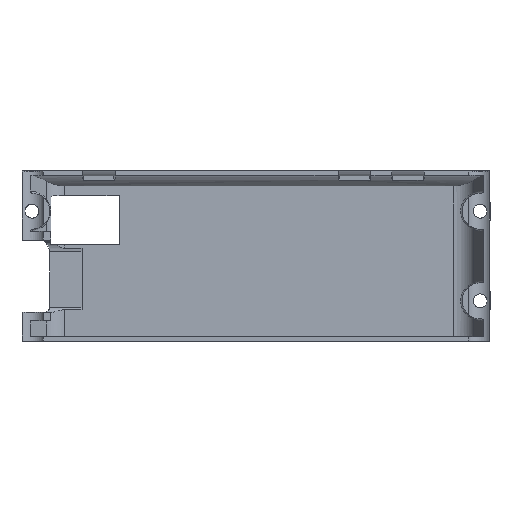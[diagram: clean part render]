
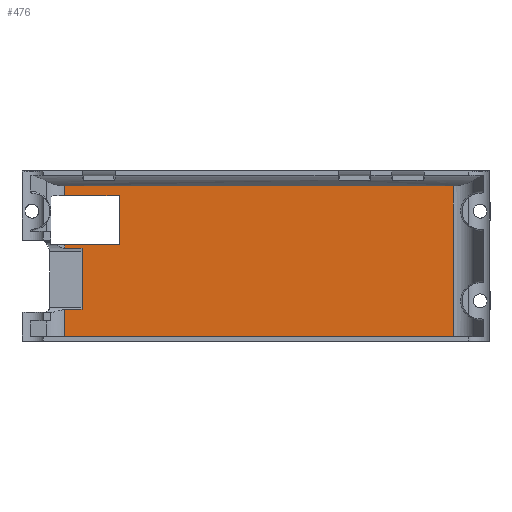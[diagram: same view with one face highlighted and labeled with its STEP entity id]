
A CAD part, front view. The second image highlights one B-rep face of the part: STEP entity #476.
In plain terms, the highlighted planar face has unit normal (0, -1, 0).
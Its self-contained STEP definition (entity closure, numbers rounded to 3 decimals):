
#476=ADVANCED_FACE('',(#3590),#3592,.T.);
#3590=FACE_BOUND('',#3591,.T.);
#3591=EDGE_LOOP('',(#7990,#7991,#7992,#7993,#7994,#7995,#7996,#7997,#7998,#7999,
#8000,#8001,#8002,#8003));
#3592=PLANE('',#3593);
#3593=AXIS2_PLACEMENT_3D('',#3594,#3595,#3596);
#3594=CARTESIAN_POINT('',(-43.863,-0.75,0.));
#3595=DIRECTION('',(0.,-1.,0.));
#3596=DIRECTION('',(1.,0.,0.));
#7990=ORIENTED_EDGE('',*,*,#9825,.F.);
#7991=ORIENTED_EDGE('',*,*,#9826,.F.);
#7992=ORIENTED_EDGE('',*,*,#9675,.T.);
#7993=ORIENTED_EDGE('',*,*,#9673,.T.);
#7994=ORIENTED_EDGE('',*,*,#9671,.T.);
#7995=ORIENTED_EDGE('',*,*,#9669,.T.);
#7996=ORIENTED_EDGE('',*,*,#9667,.T.);
#7997=ORIENTED_EDGE('',*,*,#9824,.F.);
#7998=ORIENTED_EDGE('',*,*,#9813,.T.);
#7999=ORIENTED_EDGE('',*,*,#9827,.T.);
#8000=ORIENTED_EDGE('',*,*,#9805,.T.);
#8001=ORIENTED_EDGE('',*,*,#9828,.F.);
#8002=ORIENTED_EDGE('',*,*,#9829,.F.);
#8003=ORIENTED_EDGE('',*,*,#9830,.T.);
#9667=EDGE_CURVE('',#11879,#11877,#11880,.F.);
#9669=EDGE_CURVE('',#11882,#11879,#11883,.T.);
#9671=EDGE_CURVE('',#11885,#11882,#11886,.F.);
#9673=EDGE_CURVE('',#11888,#11885,#11889,.T.);
#9675=EDGE_CURVE('',#11891,#11888,#11892,.F.);
#9805=EDGE_CURVE('',#12126,#12127,#12128,.T.);
#9813=EDGE_CURVE('',#12139,#12137,#12140,.F.);
#9824=EDGE_CURVE('',#12139,#11877,#12157,.T.);
#9825=EDGE_CURVE('',#12158,#12159,#12160,.F.);
#9826=EDGE_CURVE('',#11891,#12158,#12161,.T.);
#9827=EDGE_CURVE('',#12137,#12126,#12162,.T.);
#9828=EDGE_CURVE('',#12163,#12127,#12164,.T.);
#9829=EDGE_CURVE('',#12165,#12163,#12166,.T.);
#9830=EDGE_CURVE('',#12165,#12159,#12167,.T.);
#11877=VERTEX_POINT('',#16866);
#11879=VERTEX_POINT('',#16871);
#11880=LINE('',#16872,#16873);
#11882=VERTEX_POINT('',#16878);
#11883=CIRCLE('',#16879,0.2);
#11885=VERTEX_POINT('',#16886);
#11886=LINE('',#16887,#16888);
#11888=VERTEX_POINT('',#16893);
#11889=CIRCLE('',#16894,0.2);
#11891=VERTEX_POINT('',#16901);
#11892=LINE('',#16902,#16903);
#12126=VERTEX_POINT('',#18019);
#12127=VERTEX_POINT('',#18020);
#12128=LINE('',#18021,#18022);
#12137=VERTEX_POINT('',#18079);
#12139=VERTEX_POINT('',#18084);
#12140=LINE('',#18085,#18086);
#12157=LINE('',#18181,#18182);
#12158=VERTEX_POINT('',#18184);
#12159=VERTEX_POINT('',#18185);
#12160=LINE('',#18186,#18187);
#12161=LINE('',#18189,#18190);
#12162=LINE('',#18192,#18193);
#12163=VERTEX_POINT('',#18195);
#12164=LINE('',#18196,#18197);
#12165=VERTEX_POINT('',#18199);
#12166=LINE('',#18200,#18201);
#12167=LINE('',#18203,#18204);
#16866=CARTESIAN_POINT('',(-43.863,-0.75,21.497));
#16871=CARTESIAN_POINT('',(-31.729,-0.75,21.497));
#16872=CARTESIAN_POINT('',(-43.863,-0.75,21.497));
#16873=VECTOR('',#16874,1.);
#16874=DIRECTION('',(1.,0.,0.));
#16878=CARTESIAN_POINT('',(-31.529,-0.75,21.697));
#16879=AXIS2_PLACEMENT_3D('',#16880,#16881,#16882);
#16880=CARTESIAN_POINT('',(-31.729,-0.75,21.697));
#16881=DIRECTION('',(0.,1.,0.));
#16882=DIRECTION('',(1.,0.,0.));
#16886=CARTESIAN_POINT('',(-31.529,-0.75,32.197));
#16887=CARTESIAN_POINT('',(-31.529,-0.75,21.697));
#16888=VECTOR('',#16889,1.);
#16889=DIRECTION('',(0.,0.,1.));
#16893=CARTESIAN_POINT('',(-31.729,-0.75,32.397));
#16894=AXIS2_PLACEMENT_3D('',#16895,#16896,#16897);
#16895=CARTESIAN_POINT('',(-31.729,-0.75,32.197));
#16896=DIRECTION('',(0.,1.,0.));
#16897=DIRECTION('',(0.,0.,1.));
#16901=CARTESIAN_POINT('',(-43.863,-0.75,32.397));
#16902=CARTESIAN_POINT('',(-31.729,-0.75,32.397));
#16903=VECTOR('',#16904,1.);
#16904=DIRECTION('',(-1.,0.,0.));
#18019=CARTESIAN_POINT('',(-40.,-0.75,7.079));
#18020=CARTESIAN_POINT('',(-43.863,-0.75,7.079));
#18021=CARTESIAN_POINT('',(-40.,-0.75,7.079));
#18022=VECTOR('',#18023,1.);
#18023=DIRECTION('',(-1.,0.,0.));
#18079=CARTESIAN_POINT('',(-40.,-0.75,20.711));
#18084=CARTESIAN_POINT('',(-43.863,-0.75,20.711));
#18085=CARTESIAN_POINT('',(-40.,-0.75,20.711));
#18086=VECTOR('',#18087,1.);
#18087=DIRECTION('',(-1.,0.,0.));
#18181=CARTESIAN_POINT('',(-43.863,-0.75,20.711));
#18182=VECTOR('',#18183,1.);
#18183=DIRECTION('',(0.,0.,1.));
#18184=CARTESIAN_POINT('',(-43.863,-0.75,34.639));
#18185=CARTESIAN_POINT('',(42.844,-0.75,34.639));
#18186=CARTESIAN_POINT('',(42.844,-0.75,34.639));
#18187=VECTOR('',#18188,1.);
#18188=DIRECTION('',(-1.,0.,0.));
#18189=CARTESIAN_POINT('',(-43.863,-0.75,32.397));
#18190=VECTOR('',#18191,1.);
#18191=DIRECTION('',(0.,0.,1.));
#18192=CARTESIAN_POINT('',(-40.,-0.75,20.711));
#18193=VECTOR('',#18194,1.);
#18194=DIRECTION('',(0.,0.,-1.));
#18195=CARTESIAN_POINT('',(-43.863,-0.75,1.));
#18196=CARTESIAN_POINT('',(-43.863,-0.75,1.));
#18197=VECTOR('',#18198,1.);
#18198=DIRECTION('',(0.,0.,1.));
#18199=CARTESIAN_POINT('',(42.844,-0.75,1.));
#18200=CARTESIAN_POINT('',(42.844,-0.75,1.));
#18201=VECTOR('',#18202,1.);
#18202=DIRECTION('',(-1.,0.,0.));
#18203=CARTESIAN_POINT('',(42.844,-0.75,1.));
#18204=VECTOR('',#18205,1.);
#18205=DIRECTION('',(0.,0.,1.));
